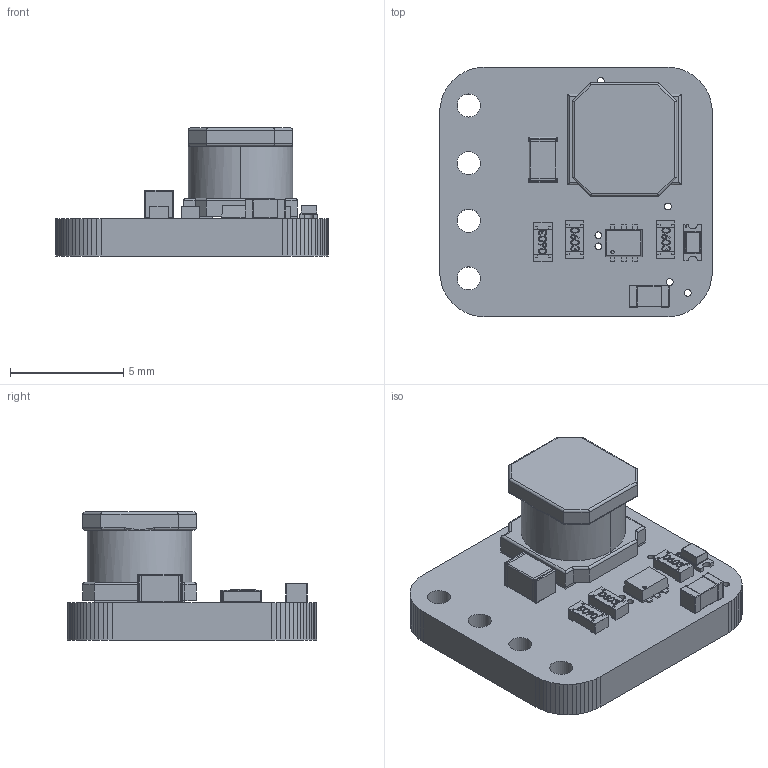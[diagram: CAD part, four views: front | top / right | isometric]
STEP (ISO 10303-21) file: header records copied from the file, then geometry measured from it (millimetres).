
FILE_DESCRIPTION(('PCB Model'),'2;1');
FILE_NAME('10215.STEP','2026-03-14T13:17:44',('Pritesh'), ('Unspecified'),'Open CASCADE STEP processor 7.6','Proteus','Unknown' );
FILE_SCHEMA(('AUTOMOTIVE_DESIGN { 1 0 10303 214 1 1 1 1 }'));
Length unit declared in the file: millimetre
Products named in the file (52): Proteus PCB Model; Board; U1; Package; Body_1; =>[0:1:1:2]; =>[0:1:1:3]; SOLID; =>[0:1:1:4]; L1; =>[0:1:1:5]; R1; =>[0:1:1:6]; R2; C2; C1; Part 3; Part 2; Part 1; R3; D1; NAUO1; NAUO2; NAUO3; NAUO4; NAUO5
Assembly tree (53 placements, depth 6):
  Proteus PCB Model
    Board
    U1
      Package
        Body_1
          =>[0:1:1:2]
          =>[0:1:1:3]
            SOLID
            SOLID
            SOLID
          =>[0:1:1:4]
            SOLID
            SOLID
            SOLID
    L1
      Package
        Body_1
          =>[0:1:1:3]
          =>[0:1:1:4]
          =>[0:1:1:5]
    R1
      Package
        Body_1
          =>[0:1:1:3]
          =>[0:1:1:4]
          =>[0:1:1:5]
          =>[0:1:1:6]
    R2
      Package
        Body_1
          =>[0:1:1:3]
          =>[0:1:1:4]
          =>[0:1:1:5]
          =>[0:1:1:6]
    C2
      Package
        Body_1
          =>[0:1:1:3]
          =>[0:1:1:4]
          =>[0:1:1:5]
          =>[0:1:1:6]
    C1
      Package
        Body_1
          Part 3
          Part 2
          Part 1
    R3
      Package
        Body_1
          =>[0:1:1:3]
          =>[0:1:1:4]
          =>[0:1:1:5]
          =>[0:1:1:6]
    D1
      Package
        Body_1
          NAUO1
          NAUO2
          NAUO3
Bounding box: 12 x 11 x 5.64 mm (x, y, z)
Volume: 288.4 mm3; surface area: 564.2 mm2
Topology: 34 solids, 35 shells, 704 faces, 1731 edges, 1092 vertices
Faces by surface type: plane 442, bspline 127, cylinder 111, sphere 24
Full cylindrical faces by diameter (mm): 0.15 x1, 0.3 x7, 1.016 x4
Entity records: 21703 total; most frequent: CARTESIAN_POINT 5832, ORIENTED_EDGE 2456, DIRECTION 2273, EDGE_CURVE 1229, LINE 951, VECTOR 951, VERTEX_POINT 776, AXIS2_PLACEMENT_3D 661
